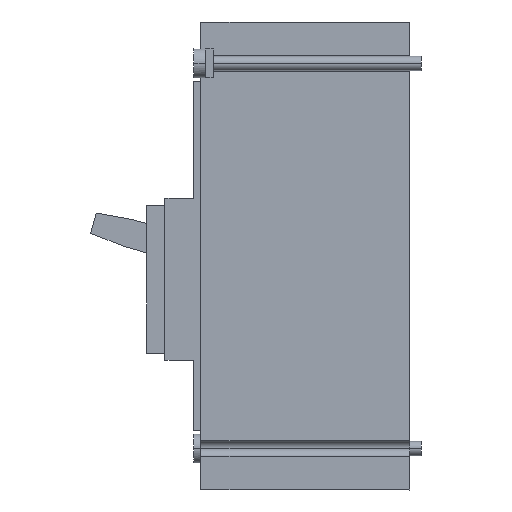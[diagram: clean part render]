
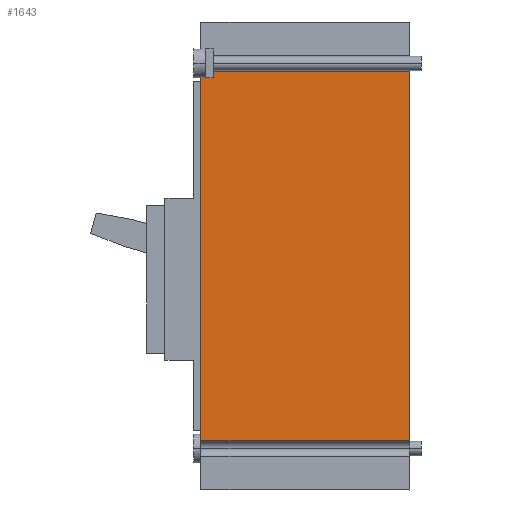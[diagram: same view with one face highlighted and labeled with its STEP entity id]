
A CAD part, left-side view. The second image highlights one B-rep face of the part: STEP entity #1643.
In plain terms, the highlighted planar face has unit normal (-1, 0, 0).
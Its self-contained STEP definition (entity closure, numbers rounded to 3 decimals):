
#1312=AXIS2_PLACEMENT_3D('Plane Axis2P3D',#1309,#1310,#1311) ;
#950=CARTESIAN_POINT('Vertex',(-12.7,58.,-51.259)) ;
#953=CARTESIAN_POINT('Line Origine',(-12.7,58.,-49.879)) ;
#957=CARTESIAN_POINT('Vertex',(-12.7,58.,-48.5)) ;
#960=CARTESIAN_POINT('Line Origine',(-12.7,58.,0.)) ;
#964=CARTESIAN_POINT('Vertex',(-12.7,58.,48.5)) ;
#967=CARTESIAN_POINT('Line Origine',(-12.7,58.,49.002)) ;
#971=CARTESIAN_POINT('Vertex',(-12.7,58.,49.505)) ;
#1235=CARTESIAN_POINT('Vertex',(-12.7,0.,51.259)) ;
#1238=CARTESIAN_POINT('Line Origine',(-12.7,0.,0.)) ;
#1242=CARTESIAN_POINT('Vertex',(-12.7,0.,-51.259)) ;
#1309=CARTESIAN_POINT('Axis2P3D Location',(-12.7,0.,0.)) ;
#1579=CARTESIAN_POINT('Line Origine',(-12.7,37.5,-51.259)) ;
#1598=CARTESIAN_POINT('Line Origine',(-12.7,27.275,51.259)) ;
#1602=CARTESIAN_POINT('Vertex',(-12.7,54.55,51.259)) ;
#1605=CARTESIAN_POINT('Line Origine',(-12.7,54.55,50.379)) ;
#1609=CARTESIAN_POINT('Vertex',(-12.7,54.55,49.5)) ;
#1612=CARTESIAN_POINT('Line Origine',(-12.7,55.65,49.5)) ;
#1616=CARTESIAN_POINT('Vertex',(-12.7,56.75,49.5)) ;
#1619=CARTESIAN_POINT('Line Origine',(-12.7,56.75,49.503)) ;
#1623=CARTESIAN_POINT('Vertex',(-12.7,56.75,49.505)) ;
#1626=CARTESIAN_POINT('Line Origine',(-12.7,57.375,49.505)) ;
#954=DIRECTION('Vector Direction',(0.,0.,1.)) ;
#961=DIRECTION('Vector Direction',(0.,0.,1.)) ;
#968=DIRECTION('Vector Direction',(0.,0.,-1.)) ;
#1239=DIRECTION('Vector Direction',(0.,0.,1.)) ;
#1310=DIRECTION('Axis2P3D Direction',(1.,0.,0.)) ;
#1311=DIRECTION('Axis2P3D XDirection',(0.,1.,0.)) ;
#1580=DIRECTION('Vector Direction',(0.,1.,0.)) ;
#1599=DIRECTION('Vector Direction',(0.,1.,0.)) ;
#1606=DIRECTION('Vector Direction',(0.,0.,-1.)) ;
#1613=DIRECTION('Vector Direction',(0.,1.,0.)) ;
#1620=DIRECTION('Vector Direction',(0.,0.,-1.)) ;
#1627=DIRECTION('Vector Direction',(0.,1.,0.)) ;
#955=VECTOR('Line Direction',#954,1.) ;
#962=VECTOR('Line Direction',#961,1.) ;
#969=VECTOR('Line Direction',#968,1.) ;
#1240=VECTOR('Line Direction',#1239,1.) ;
#1581=VECTOR('Line Direction',#1580,1.) ;
#1600=VECTOR('Line Direction',#1599,1.) ;
#1607=VECTOR('Line Direction',#1606,1.) ;
#1614=VECTOR('Line Direction',#1613,1.) ;
#1621=VECTOR('Line Direction',#1620,1.) ;
#1628=VECTOR('Line Direction',#1627,1.) ;
#1632=ORIENTED_EDGE('',*,*,#966,.F.) ;
#1633=ORIENTED_EDGE('',*,*,#959,.F.) ;
#1634=ORIENTED_EDGE('',*,*,#1583,.F.) ;
#1635=ORIENTED_EDGE('',*,*,#1244,.F.) ;
#1636=ORIENTED_EDGE('',*,*,#1604,.T.) ;
#1637=ORIENTED_EDGE('',*,*,#1611,.T.) ;
#1638=ORIENTED_EDGE('',*,*,#1618,.T.) ;
#1639=ORIENTED_EDGE('',*,*,#1625,.F.) ;
#1640=ORIENTED_EDGE('',*,*,#1630,.T.) ;
#1641=ORIENTED_EDGE('',*,*,#973,.F.) ;
#1643=ADVANCED_FACE('Interruttore base',(#1642),#1313,.F.) ;
#959=EDGE_CURVE('',#951,#958,#956,.T.) ;
#966=EDGE_CURVE('',#958,#965,#963,.T.) ;
#973=EDGE_CURVE('',#965,#972,#970,.F.) ;
#1244=EDGE_CURVE('',#1236,#1243,#1241,.F.) ;
#1583=EDGE_CURVE('',#1243,#951,#1582,.T.) ;
#1604=EDGE_CURVE('',#1236,#1603,#1601,.T.) ;
#1611=EDGE_CURVE('',#1603,#1610,#1608,.T.) ;
#1618=EDGE_CURVE('',#1610,#1617,#1615,.T.) ;
#1625=EDGE_CURVE('',#1624,#1617,#1622,.T.) ;
#1630=EDGE_CURVE('',#1624,#972,#1629,.T.) ;
#1631=EDGE_LOOP('',(#1632,#1633,#1634,#1635,#1636,#1637,#1638,#1639,#1640,#1641)) ;
#1642=FACE_OUTER_BOUND('',#1631,.T.) ;
#956=LINE('Line',#953,#955) ;
#963=LINE('Line',#960,#962) ;
#970=LINE('Line',#967,#969) ;
#1241=LINE('Line',#1238,#1240) ;
#1582=LINE('Line',#1579,#1581) ;
#1601=LINE('Line',#1598,#1600) ;
#1608=LINE('Line',#1605,#1607) ;
#1615=LINE('Line',#1612,#1614) ;
#1622=LINE('Line',#1619,#1621) ;
#1629=LINE('Line',#1626,#1628) ;
#1313=PLANE('',#1312) ;
#951=VERTEX_POINT('',#950) ;
#958=VERTEX_POINT('',#957) ;
#965=VERTEX_POINT('',#964) ;
#972=VERTEX_POINT('',#971) ;
#1236=VERTEX_POINT('',#1235) ;
#1243=VERTEX_POINT('',#1242) ;
#1603=VERTEX_POINT('',#1602) ;
#1610=VERTEX_POINT('',#1609) ;
#1617=VERTEX_POINT('',#1616) ;
#1624=VERTEX_POINT('',#1623) ;
